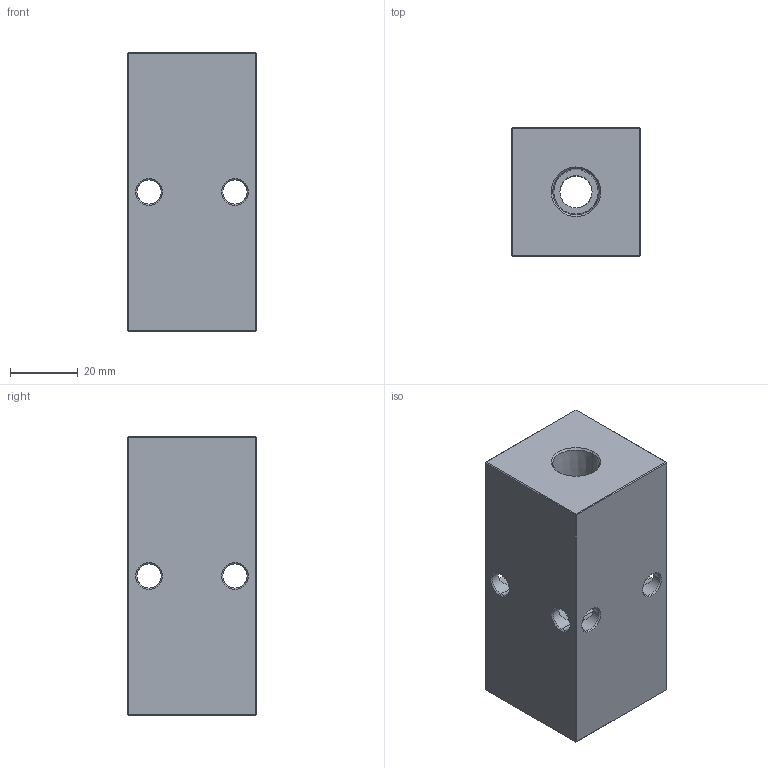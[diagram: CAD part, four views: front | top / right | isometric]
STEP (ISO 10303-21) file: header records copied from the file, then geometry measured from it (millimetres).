
FILE_DESCRIPTION (( 'STEP AP203' ), '1' );
FILE_NAME ('HM-2-90-P-4-4.STEP', '2020-10-29T19:38:10', ( '' ), ( '' ), 'SwSTEP 2.0', 'SolidWorks 2019', '' );
FILE_SCHEMA (( 'CONFIG_CONTROL_DESIGN' ));
Length unit declared in the file: inch
Products named in the file (1): HM-2-90-P-4-4
Bounding box: 38.1 x 38.1 x 82.55 mm (x, y, z)
Volume: 100350.1 mm3; surface area: 21904 mm2
Topology: 1 solids, 1 shells, 502 faces, 1308 edges, 848 vertices
Faces by surface type: plane 260, bspline 174, cylinder 36, cone 32
Entity records: 23659 total; most frequent: CARTESIAN_POINT 12527, ORIENTED_EDGE 2616, DIRECTION 1640, EDGE_CURVE 1308, VERTEX_POINT 848, LINE 838, VECTOR 838, EDGE_LOOP 568
